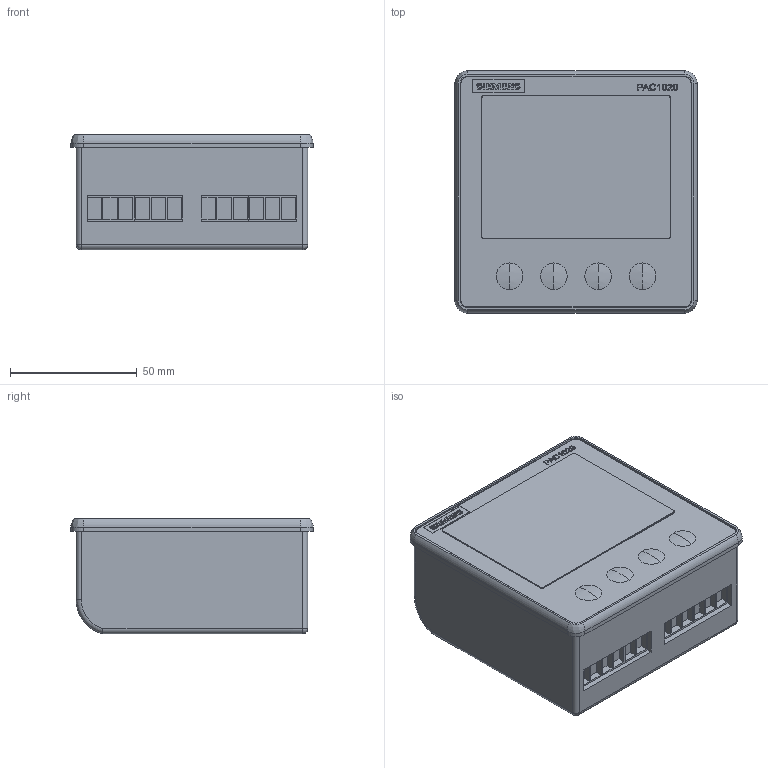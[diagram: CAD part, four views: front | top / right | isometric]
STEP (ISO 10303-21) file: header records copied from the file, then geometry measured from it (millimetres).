
FILE_DESCRIPTION(('STEP AP214'),'1');
FILE_NAME('cctmp_60E4BE64-0BC2-479F-9036-B43BE6562724_2023_07_22_12_09_08_0999..stp','2023-07-22T10:09:11',('SIEMENS A&D'),('CADClick - www.CADClick.com'),'Spatial InterOp 3D postprocessed',' ','unknown authorization');
FILE_SCHEMA(('AUTOMOTIVE_DESIGN'));
Length unit declared in the file: millimetre
Products named in the file (1): 2023_07_22_12_09_08_0958
Bounding box: 95.6 x 95.63 x 45.55 mm (x, y, z)
Volume: 363840.2 mm3; surface area: 39309.9 mm2
Topology: 1 solids, 1 shells, 1207 faces, 3187 edges, 2118 vertices
Faces by surface type: plane 718, extrusion 384, cylinder 85, sphere 10, torus 6, bspline 4
Entity records: 43246 total; most frequent: CARTESIAN_POINT 11317, ORIENTED_EDGE 6358, DIRECTION 4477, EDGE_CURVE 3179, VECTOR 2417, VERTEX_POINT 2118, LINE 2033, EDGE_LOOP 1351
